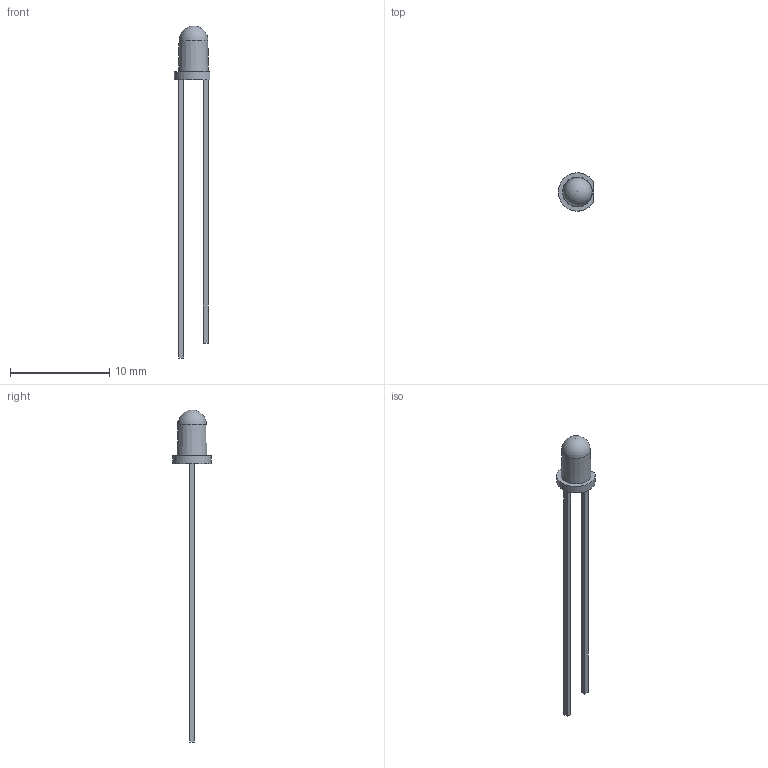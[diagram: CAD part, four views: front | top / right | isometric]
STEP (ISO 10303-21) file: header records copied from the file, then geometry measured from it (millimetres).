
FILE_DESCRIPTION(('FreeCAD Model'),'2;1');
FILE_NAME('Open CASCADE Shape Model','2024-05-23T13:14:13',('Author'),( ''),'Open CASCADE STEP processor 7.6','FreeCAD','Unknown');
FILE_SCHEMA(('AUTOMOTIVE_DESIGN { 1 0 10303 214 1 1 1 1 }'));
Length unit declared in the file: millimetre
Products named in the file (4): Unnamed; led; cathode; anode
Assembly tree (3 placements, depth 2):
  Unnamed
    led
    cathode
    anode
Bounding box: 3.56 x 3.85 x 33.38 mm (x, y, z)
Volume: 50.4 mm3; surface area: 177.2 mm2
Topology: 3 solids, 3 shells, 18 faces, 35 edges, 23 vertices
Faces by surface type: plane 15, cylinder 1, cone 1, sphere 1
Entity records: 589 total; most frequent: DIRECTION 83, CARTESIAN_POINT 79, ORIENTED_EDGE 68, EDGE_CURVE 34, LINE 29, VECTOR 29, AXIS2_PLACEMENT_3D 27, VERTEX_POINT 23
